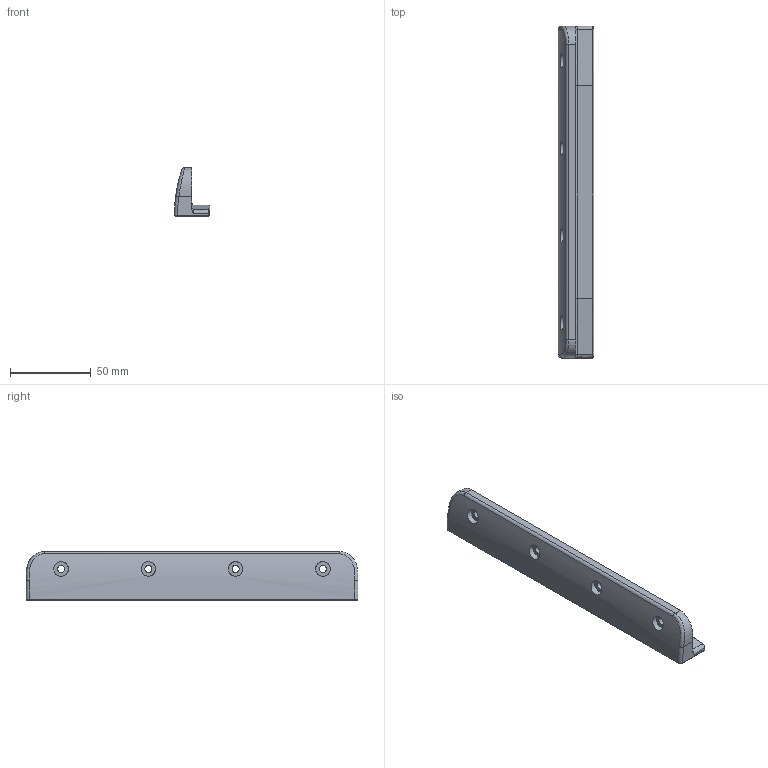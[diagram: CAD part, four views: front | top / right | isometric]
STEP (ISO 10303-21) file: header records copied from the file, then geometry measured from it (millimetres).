
FILE_DESCRIPTION(/* description */ (''),/* implementation_level */ '2;1');
FILE_NAME(/* name */ 'guide-no-screw.step',/* time_stamp */ '2025-09-26T15:34:26-04:00',/* author */ (''),/* organization */ (''),/* preprocessor_version */ 'ST-DEVELOPER v20.1',/* originating_system */ 'Autodesk Translation Framework v14.17.0.0',/* authorisation */ '');
FILE_SCHEMA (('AUTOMOTIVE_DESIGN { 1 0 10303 214 3 1 1 }'));
Length unit declared in the file: millimetre
Products named in the file (1): guide-no-screw
Bounding box: 22 x 205.46 x 30.28 mm (x, y, z)
Volume: 70692 mm3; surface area: 21154.5 mm2
Topology: 1 solids, 1 shells, 61 faces, 135 edges, 84 vertices
Faces by surface type: plane 24, bspline 20, cylinder 15, torus 2
Full cylindrical faces by diameter (mm): 4.4 x4, 6 x4, 9 x4
Entity records: 3009 total; most frequent: CARTESIAN_POINT 1741, ORIENTED_EDGE 270, DIRECTION 199, EDGE_CURVE 135, VERTEX_POINT 84, EDGE_LOOP 77, AXIS2_PLACEMENT_3D 72, FACE_OUTER_BOUND 61
